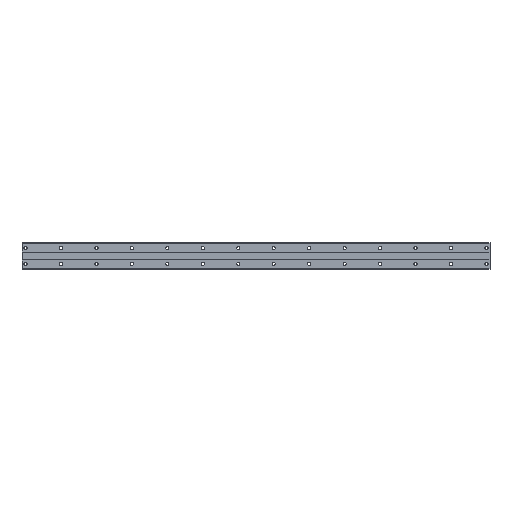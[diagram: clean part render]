
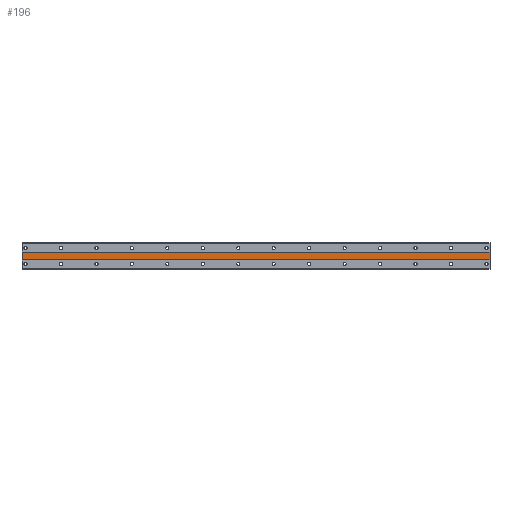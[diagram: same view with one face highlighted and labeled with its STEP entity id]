
A CAD part, front view. The second image highlights one B-rep face of the part: STEP entity #196.
In plain terms, the highlighted planar face has unit normal (0, -1, 0).
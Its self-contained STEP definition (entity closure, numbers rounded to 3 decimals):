
#58 = VERTEX_POINT ( 'NONE', #104 ) ;
#104 = CARTESIAN_POINT ( 'NONE',  ( -5., 0.5, 5. ) ) ;
#177 = ORIENTED_EDGE ( 'NONE', *, *, #436, .T. ) ;
#196 = ADVANCED_FACE ( 'NONE', ( #4495 ), #3669, .F. ) ;
#312 = DIRECTION ( 'NONE',  ( 0., 0., 1. ) ) ;
#364 = VERTEX_POINT ( 'NONE', #1605 ) ;
#436 = EDGE_CURVE ( 'NONE', #1391, #58, #3034, .T. ) ;
#1031 = AXIS2_PLACEMENT_3D ( 'NONE', #5307, #2837, #312 ) ;
#1190 = VECTOR ( 'NONE', #4057, 1000. ) ;
#1269 = ORIENTED_EDGE ( 'NONE', *, *, #1332, .F. ) ;
#1332 = EDGE_CURVE ( 'NONE', #1391, #364, #2624, .T. ) ;
#1391 = VERTEX_POINT ( 'NONE', #2420 ) ;
#1605 = CARTESIAN_POINT ( 'NONE',  ( 655., 0.5, -5. ) ) ;
#1810 = EDGE_CURVE ( 'NONE', #58, #4462, #4464, .T. ) ;
#2194 = VECTOR ( 'NONE', #3535, 1000. ) ;
#2334 = LINE ( 'NONE', #4807, #2194 ) ;
#2420 = CARTESIAN_POINT ( 'NONE',  ( 655., 0.5, 5. ) ) ;
#2624 = LINE ( 'NONE', #4840, #3946 ) ;
#2701 = EDGE_LOOP ( 'NONE', ( #3737, #1269, #177, #3172 ) ) ;
#2837 = DIRECTION ( 'NONE',  ( 0., 1., 0. ) ) ;
#3034 = LINE ( 'NONE', #5220, #3305 ) ;
#3172 = ORIENTED_EDGE ( 'NONE', *, *, #1810, .T. ) ;
#3305 = VECTOR ( 'NONE', #4277, 1000. ) ;
#3535 = DIRECTION ( 'NONE',  ( -1., 0., 0. ) ) ;
#3562 = DIRECTION ( 'NONE',  ( 0., 0., -1. ) ) ;
#3669 = PLANE ( 'NONE',  #1031 ) ;
#3737 = ORIENTED_EDGE ( 'NONE', *, *, #3837, .F. ) ;
#3837 = EDGE_CURVE ( 'NONE', #364, #4462, #2334, .T. ) ;
#3946 = VECTOR ( 'NONE', #3562, 1000. ) ;
#4057 = DIRECTION ( 'NONE',  ( 0., 0., -1. ) ) ;
#4277 = DIRECTION ( 'NONE',  ( -1., 0., 0. ) ) ;
#4417 = CARTESIAN_POINT ( 'NONE',  ( -5., 0.5, 18.34 ) ) ;
#4462 = VERTEX_POINT ( 'NONE', #5367 ) ;
#4464 = LINE ( 'NONE', #4417, #1190 ) ;
#4495 = FACE_OUTER_BOUND ( 'NONE', #2701, .T. ) ;
#4807 = CARTESIAN_POINT ( 'NONE',  ( 655., 0.5, -5. ) ) ;
#4840 = CARTESIAN_POINT ( 'NONE',  ( 655., 0.5, 18.34 ) ) ;
#5220 = CARTESIAN_POINT ( 'NONE',  ( 655., 0.5, 5. ) ) ;
#5307 = CARTESIAN_POINT ( 'NONE',  ( 655., 0.5, 5. ) ) ;
#5367 = CARTESIAN_POINT ( 'NONE',  ( -5., 0.5, -5. ) ) ;
